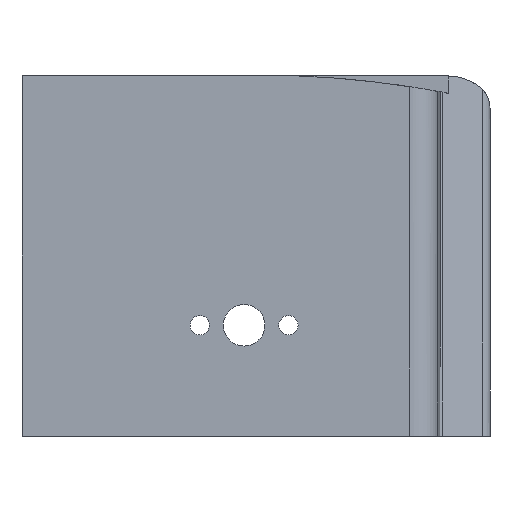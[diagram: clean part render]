
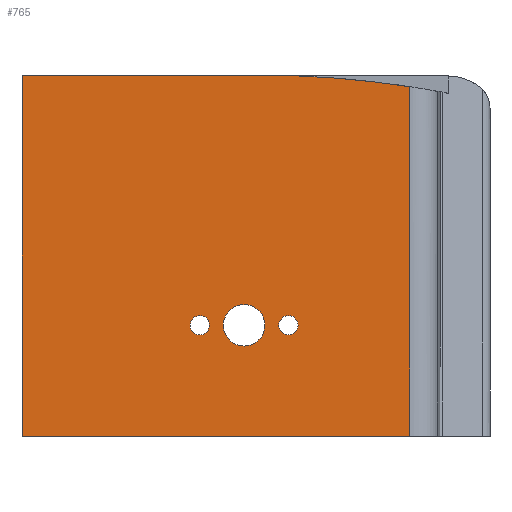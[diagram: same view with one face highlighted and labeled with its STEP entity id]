
A CAD part, left-side view. The second image highlights one B-rep face of the part: STEP entity #765.
In plain terms, the highlighted planar face has unit normal (-1, 0, 0).
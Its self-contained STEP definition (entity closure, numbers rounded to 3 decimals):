
#17=FACE_BOUND('',#138,.T.);
#18=FACE_BOUND('',#139,.T.);
#19=FACE_BOUND('',#140,.T.);
#39=CIRCLE('',#828,181.073);
#40=CIRCLE('',#829,1.75);
#41=CIRCLE('',#830,1.75);
#42=CIRCLE('',#831,3.75);
#94=FACE_OUTER_BOUND('',#137,.T.);
#137=EDGE_LOOP('',(#588,#589,#590,#591,#592));
#138=EDGE_LOOP('',(#593));
#139=EDGE_LOOP('',(#594));
#140=EDGE_LOOP('',(#595));
#194=LINE('',#1165,#269);
#214=LINE('',#1207,#289);
#221=LINE('',#1221,#296);
#222=LINE('',#1223,#297);
#269=VECTOR('',#924,10.);
#289=VECTOR('',#958,10.);
#296=VECTOR('',#973,10.);
#297=VECTOR('',#974,10.);
#346=VERTEX_POINT('',#1162);
#347=VERTEX_POINT('',#1164);
#362=VERTEX_POINT('',#1205);
#365=VERTEX_POINT('',#1220);
#366=VERTEX_POINT('',#1222);
#367=VERTEX_POINT('',#1225);
#368=VERTEX_POINT('',#1227);
#369=VERTEX_POINT('',#1229);
#423=EDGE_CURVE('',#346,#347,#194,.T.);
#445=EDGE_CURVE('',#346,#362,#214,.T.);
#452=EDGE_CURVE('',#362,#365,#221,.T.);
#453=EDGE_CURVE('',#365,#366,#222,.T.);
#454=EDGE_CURVE('',#366,#347,#39,.T.);
#455=EDGE_CURVE('',#367,#367,#40,.T.);
#456=EDGE_CURVE('',#368,#368,#41,.T.);
#457=EDGE_CURVE('',#369,#369,#42,.T.);
#588=ORIENTED_EDGE('',*,*,#445,.T.);
#589=ORIENTED_EDGE('',*,*,#452,.T.);
#590=ORIENTED_EDGE('',*,*,#453,.T.);
#591=ORIENTED_EDGE('',*,*,#454,.T.);
#592=ORIENTED_EDGE('',*,*,#423,.F.);
#593=ORIENTED_EDGE('',*,*,#455,.T.);
#594=ORIENTED_EDGE('',*,*,#456,.T.);
#595=ORIENTED_EDGE('',*,*,#457,.T.);
#739=PLANE('',#827);
#765=ADVANCED_FACE('',(#94,#17,#18,#19),#739,.T.);
#827=AXIS2_PLACEMENT_3D('',#1219,#971,#972);
#828=AXIS2_PLACEMENT_3D('',#1224,#975,#976);
#829=AXIS2_PLACEMENT_3D('',#1226,#977,#978);
#830=AXIS2_PLACEMENT_3D('',#1228,#979,#980);
#831=AXIS2_PLACEMENT_3D('',#1230,#981,#982);
#924=DIRECTION('',(0.,-1.,0.));
#958=DIRECTION('',(0.,0.,-1.));
#971=DIRECTION('center_axis',(-1.,0.,0.));
#972=DIRECTION('ref_axis',(0.,-1.,0.));
#973=DIRECTION('',(0.,-1.,0.));
#974=DIRECTION('',(0.,0.,1.));
#975=DIRECTION('center_axis',(-1.,0.,0.));
#976=DIRECTION('ref_axis',(0.,-0.338,0.941));
#977=DIRECTION('center_axis',(1.,0.,0.));
#978=DIRECTION('ref_axis',(0.,1.,0.));
#979=DIRECTION('center_axis',(1.,0.,0.));
#980=DIRECTION('ref_axis',(0.,1.,0.));
#981=DIRECTION('center_axis',(1.,0.,0.));
#982=DIRECTION('ref_axis',(0.,1.,0.));
#1162=CARTESIAN_POINT('',(-70.,-55.536,75.));
#1164=CARTESIAN_POINT('',(-70.,-105.31,75.));
#1165=CARTESIAN_POINT('',(-70.,-45.536,75.));
#1205=CARTESIAN_POINT('',(-70.,-55.536,10.));
#1207=CARTESIAN_POINT('',(-70.,-55.536,5.));
#1219=CARTESIAN_POINT('Origin',(-70.,-45.536,0.));
#1220=CARTESIAN_POINT('',(-70.,-125.536,10.));
#1221=CARTESIAN_POINT('',(-70.,-22.768,10.));
#1222=CARTESIAN_POINT('',(-70.,-125.536,73.059));
#1223=CARTESIAN_POINT('',(-70.,-125.536,0.));
#1224=CARTESIAN_POINT('Origin',(-70.,-98.15,-105.932));
#1225=CARTESIAN_POINT('',(-70.,-105.374,30.));
#1226=CARTESIAN_POINT('Origin',(-70.,-103.624,30.));
#1227=CARTESIAN_POINT('',(-70.,-89.374,30.));
#1228=CARTESIAN_POINT('Origin',(-70.,-87.624,30.));
#1229=CARTESIAN_POINT('',(-70.,-99.374,30.));
#1230=CARTESIAN_POINT('Origin',(-70.,-95.624,30.));
